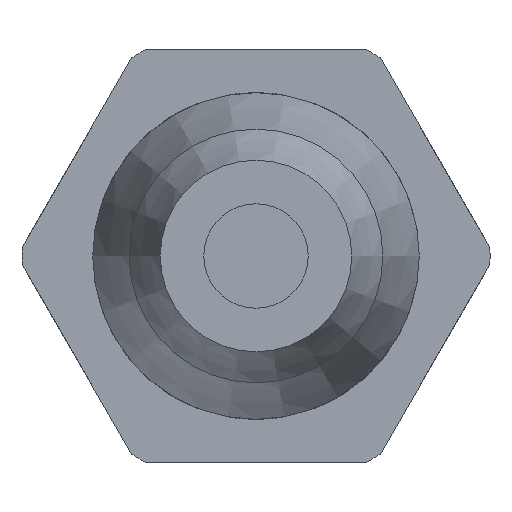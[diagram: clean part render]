
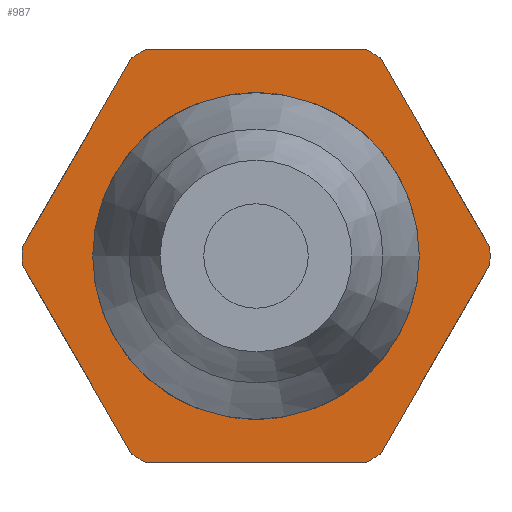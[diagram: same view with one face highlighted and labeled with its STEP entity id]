
A CAD part, front view. The second image highlights one B-rep face of the part: STEP entity #987.
In plain terms, the highlighted planar face has unit normal (0, -1, 0).
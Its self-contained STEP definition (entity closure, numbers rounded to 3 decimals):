
#192=PLANE('',#4364);
#545=LINE('',#6258,#766);
#546=LINE('',#6262,#767);
#547=LINE('',#6266,#768);
#548=LINE('',#6270,#769);
#549=LINE('',#6274,#770);
#550=LINE('',#6278,#771);
#766=VECTOR('',#4941,1.);
#767=VECTOR('',#4944,1.);
#768=VECTOR('',#4947,1.);
#769=VECTOR('',#4950,1.);
#770=VECTOR('',#4953,1.);
#771=VECTOR('',#4956,1.);
#987=ADVANCED_FACE('',(#1336,#1337),#192,.F.);
#1336=FACE_BOUND('',#1432,.T.);
#1337=FACE_BOUND('',#1433,.T.);
#1432=EDGE_LOOP('',(#1762,#1763,#1764,#1765,#1766,#1767,#1768,#1769,#1770,
#1771,#1772,#1773));
#1433=EDGE_LOOP('',(#1774));
#1762=ORIENTED_EDGE('',*,*,#3420,.T.);
#1763=ORIENTED_EDGE('',*,*,#3421,.F.);
#1764=ORIENTED_EDGE('',*,*,#3422,.T.);
#1765=ORIENTED_EDGE('',*,*,#3423,.F.);
#1766=ORIENTED_EDGE('',*,*,#3424,.T.);
#1767=ORIENTED_EDGE('',*,*,#3425,.F.);
#1768=ORIENTED_EDGE('',*,*,#3426,.T.);
#1769=ORIENTED_EDGE('',*,*,#3427,.F.);
#1770=ORIENTED_EDGE('',*,*,#3428,.T.);
#1771=ORIENTED_EDGE('',*,*,#3429,.F.);
#1772=ORIENTED_EDGE('',*,*,#3430,.T.);
#1773=ORIENTED_EDGE('',*,*,#3431,.F.);
#1774=ORIENTED_EDGE('',*,*,#3418,.F.);
#3012=VERTEX_POINT('',#6251);
#3014=VERTEX_POINT('',#6256);
#3015=VERTEX_POINT('',#6257);
#3016=VERTEX_POINT('',#6259);
#3017=VERTEX_POINT('',#6261);
#3018=VERTEX_POINT('',#6263);
#3019=VERTEX_POINT('',#6265);
#3020=VERTEX_POINT('',#6267);
#3021=VERTEX_POINT('',#6269);
#3022=VERTEX_POINT('',#6271);
#3023=VERTEX_POINT('',#6273);
#3024=VERTEX_POINT('',#6275);
#3025=VERTEX_POINT('',#6277);
#3418=EDGE_CURVE('',#3012,#3012,#4036,.T.);
#3420=EDGE_CURVE('',#3014,#3015,#4038,.T.);
#3421=EDGE_CURVE('',#3016,#3015,#545,.T.);
#3422=EDGE_CURVE('',#3016,#3017,#4039,.T.);
#3423=EDGE_CURVE('',#3018,#3017,#546,.T.);
#3424=EDGE_CURVE('',#3018,#3019,#4040,.T.);
#3425=EDGE_CURVE('',#3020,#3019,#547,.T.);
#3426=EDGE_CURVE('',#3020,#3021,#4041,.T.);
#3427=EDGE_CURVE('',#3022,#3021,#548,.T.);
#3428=EDGE_CURVE('',#3022,#3023,#4042,.T.);
#3429=EDGE_CURVE('',#3024,#3023,#549,.T.);
#3430=EDGE_CURVE('',#3024,#3025,#4043,.T.);
#3431=EDGE_CURVE('',#3014,#3025,#550,.T.);
#4036=CIRCLE('',#4355,4.7);
#4038=CIRCLE('',#4358,10.75);
#4039=CIRCLE('',#4359,10.75);
#4040=CIRCLE('',#4360,10.75);
#4041=CIRCLE('',#4361,10.75);
#4042=CIRCLE('',#4362,10.75);
#4043=CIRCLE('',#4363,10.75);
#4355=AXIS2_PLACEMENT_3D('',#6250,#4933,#4934);
#4358=AXIS2_PLACEMENT_3D('',#6255,#4939,#4940);
#4359=AXIS2_PLACEMENT_3D('',#6260,#4942,#4943);
#4360=AXIS2_PLACEMENT_3D('',#6264,#4945,#4946);
#4361=AXIS2_PLACEMENT_3D('',#6268,#4948,#4949);
#4362=AXIS2_PLACEMENT_3D('',#6272,#4951,#4952);
#4363=AXIS2_PLACEMENT_3D('',#6276,#4954,#4955);
#4364=AXIS2_PLACEMENT_3D('',#6279,#4957,#4958);
#4933=DIRECTION('',(0.,-1.,0.));
#4934=DIRECTION('',(0.,0.,-1.));
#4939=DIRECTION('',(0.,-1.,0.));
#4940=DIRECTION('',(0.,0.,-1.));
#4941=DIRECTION('',(0.5,0.,0.866));
#4942=DIRECTION('',(0.,-1.,0.));
#4943=DIRECTION('',(0.,0.,-1.));
#4944=DIRECTION('',(-0.5,0.,0.866));
#4945=DIRECTION('',(0.,-1.,0.));
#4946=DIRECTION('',(0.,0.,-1.));
#4947=DIRECTION('',(-1.,0.,0.));
#4948=DIRECTION('',(0.,-1.,0.));
#4949=DIRECTION('',(0.,0.,-1.));
#4950=DIRECTION('',(-0.5,0.,-0.866));
#4951=DIRECTION('',(0.,-1.,0.));
#4952=DIRECTION('',(0.,0.,-1.));
#4953=DIRECTION('',(0.5,0.,-0.866));
#4954=DIRECTION('',(0.,-1.,0.));
#4955=DIRECTION('',(0.,0.,-1.));
#4956=DIRECTION('',(1.,0.,0.));
#4957=DIRECTION('',(0.,1.,0.));
#4958=DIRECTION('',(0.,0.,1.));
#6250=CARTESIAN_POINT('',(50.,50.,0.));
#6251=CARTESIAN_POINT('',(50.,50.,-4.7));
#6255=CARTESIAN_POINT('',(50.,50.,0.));
#6256=CARTESIAN_POINT('',(44.969,50.,9.5));
#6257=CARTESIAN_POINT('',(44.288,50.,9.107));
#6258=CARTESIAN_POINT('',(39.03,50.,0.));
#6259=CARTESIAN_POINT('',(39.257,50.,0.393));
#6260=CARTESIAN_POINT('',(50.,50.,0.));
#6261=CARTESIAN_POINT('',(39.257,50.,-0.393));
#6262=CARTESIAN_POINT('',(44.515,50.,-9.5));
#6263=CARTESIAN_POINT('',(44.288,50.,-9.107));
#6264=CARTESIAN_POINT('',(50.,50.,0.));
#6265=CARTESIAN_POINT('',(44.969,50.,-9.5));
#6266=CARTESIAN_POINT('',(55.485,50.,-9.5));
#6267=CARTESIAN_POINT('',(55.031,50.,-9.5));
#6268=CARTESIAN_POINT('',(50.,50.,0.));
#6269=CARTESIAN_POINT('',(55.712,50.,-9.107));
#6270=CARTESIAN_POINT('',(60.97,50.,0.));
#6271=CARTESIAN_POINT('',(60.743,50.,-0.393));
#6272=CARTESIAN_POINT('',(50.,50.,0.));
#6273=CARTESIAN_POINT('',(60.743,50.,0.393));
#6274=CARTESIAN_POINT('',(55.485,50.,9.5));
#6275=CARTESIAN_POINT('',(55.712,50.,9.107));
#6276=CARTESIAN_POINT('',(50.,50.,0.));
#6277=CARTESIAN_POINT('',(55.031,50.,9.5));
#6278=CARTESIAN_POINT('',(44.515,50.,9.5));
#6279=CARTESIAN_POINT('',(60.75,50.,0.));
